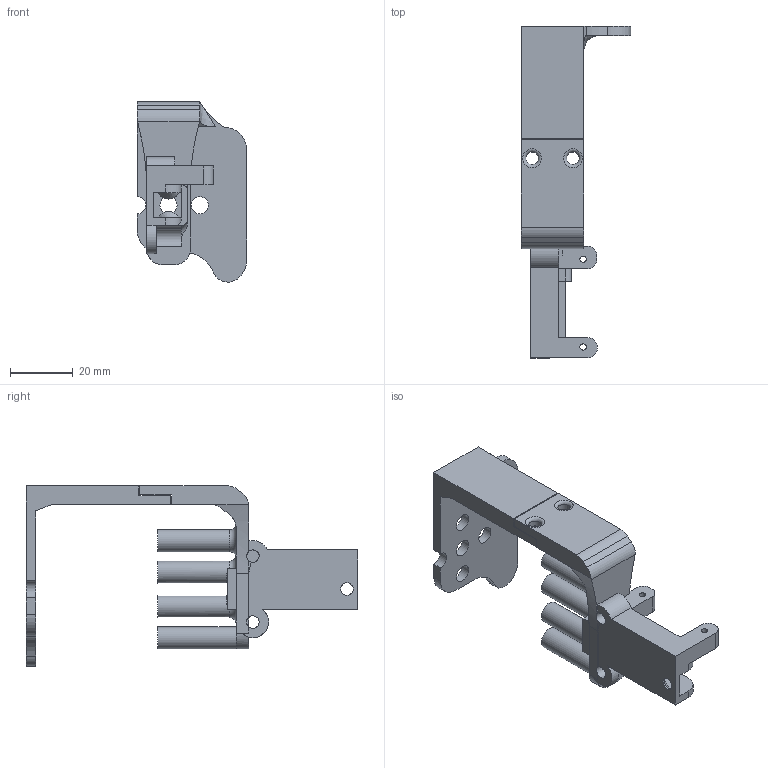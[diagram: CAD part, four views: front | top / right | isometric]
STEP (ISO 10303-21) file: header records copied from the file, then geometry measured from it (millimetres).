
FILE_DESCRIPTION(/* description */ (''),/* implementation_level */ '2;1');
FILE_NAME(/* name */ 'ATC_L_v2 v19.step',/* time_stamp */ '2021-03-20T21:58:23+01:00',/* author */ (''),/* organization */ (''),/* preprocessor_version */ 'ST-DEVELOPER v18.1',/* originating_system */ 'Autodesk Translation Framework v9.10.0.1330',/* authorisation */ '');
FILE_SCHEMA (('AUTOMOTIVE_DESIGN { 1 0 10303 214 3 1 1 }'));
Length unit declared in the file: millimetre
Products named in the file (2): ATC_L_v2; ATC_Y_Axis_Slider_Down_BEARBEITET v7
Assembly tree (1 placements, depth 2):
  ATC_L_v2
    ATC_Y_Axis_Slider_Down_BEARBEITET v7
Bounding box: 35 x 105.87 x 57.52 mm (x, y, z)
Volume: 24603 mm3; surface area: 15429.7 mm2
Topology: 2 solids, 2 shells, 131 faces, 380 edges, 251 vertices
Faces by surface type: plane 72, cylinder 48, torus 6, cone 3, bspline 2
Full cylindrical faces by diameter (mm): 2 x2, 4 x7, 5.5 x4, 7 x4
Entity records: 4688 total; most frequent: CARTESIAN_POINT 1055, ORIENTED_EDGE 764, DIRECTION 740, EDGE_CURVE 382, AXIS2_PLACEMENT_3D 258, VERTEX_POINT 251, LINE 224, VECTOR 224
